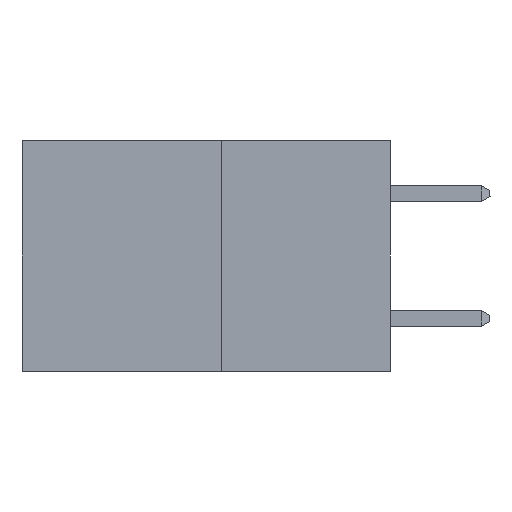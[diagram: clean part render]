
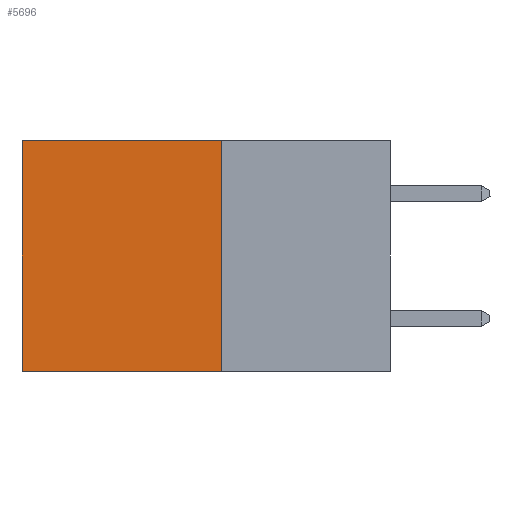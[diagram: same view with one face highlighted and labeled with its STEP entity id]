
A CAD part, left-side view. The second image highlights one B-rep face of the part: STEP entity #5696.
In plain terms, the highlighted planar face has unit normal (-1, 0, 0).
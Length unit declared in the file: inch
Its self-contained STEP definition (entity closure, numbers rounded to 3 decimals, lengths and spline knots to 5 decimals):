
#513 = CARTESIAN_POINT ( 'NONE',  ( 0.277, 0.59, -0.37 ) ) ;
#1440 = EDGE_CURVE ( 'NONE', #2119, #16569, #8278, .T. ) ;
#1616 = AXIS2_PLACEMENT_3D ( 'NONE', #9315, #12864, #5036 ) ;
#1781 = VECTOR ( 'NONE', #11027, 39.37008 ) ;
#1793 = EDGE_CURVE ( 'NONE', #2119, #11753, #16775, .T. ) ;
#1832 = DIRECTION ( 'NONE',  ( 0., 0., -1. ) ) ;
#2119 = VERTEX_POINT ( 'NONE', #3160 ) ;
#2262 = VECTOR ( 'NONE', #1832, 39.37008 ) ;
#3160 = CARTESIAN_POINT ( 'NONE',  ( 0.277, 0.27, 0. ) ) ;
#3780 = ORIENTED_EDGE ( 'NONE', *, *, #14212, .T. ) ;
#4393 = CARTESIAN_POINT ( 'NONE',  ( 0.277, 0.27, 0. ) ) ;
#4779 = ORIENTED_EDGE ( 'NONE', *, *, #6056, .F. ) ;
#5036 = DIRECTION ( 'NONE',  ( 0., 0., -1. ) ) ;
#5696 = ADVANCED_FACE ( 'NONE', ( #14235 ), #12217, .F. ) ;
#5892 = VECTOR ( 'NONE', #16181, 39.37008 ) ;
#6056 = EDGE_CURVE ( 'NONE', #16569, #7195, #12842, .T. ) ;
#6989 = ORIENTED_EDGE ( 'NONE', *, *, #1440, .F. ) ;
#7169 = DIRECTION ( 'NONE',  ( 0., 1., 0. ) ) ;
#7195 = VERTEX_POINT ( 'NONE', #10771 ) ;
#8278 = LINE ( 'NONE', #8740, #1781 ) ;
#8740 = CARTESIAN_POINT ( 'NONE',  ( 0.277, 0.27, -0.37 ) ) ;
#8751 = LINE ( 'NONE', #513, #2262 ) ;
#9173 = EDGE_LOOP ( 'NONE', ( #3780, #4779, #6989, #12046 ) ) ;
#9263 = CARTESIAN_POINT ( 'NONE',  ( 0.277, 0.27, -0.37 ) ) ;
#9315 = CARTESIAN_POINT ( 'NONE',  ( 0.277, 0.27, -0.37 ) ) ;
#9909 = VECTOR ( 'NONE', #7169, 39.37008 ) ;
#10703 = CARTESIAN_POINT ( 'NONE',  ( 0.277, 0.59, 0. ) ) ;
#10771 = CARTESIAN_POINT ( 'NONE',  ( 0.277, 0.59, -0.37 ) ) ;
#11027 = DIRECTION ( 'NONE',  ( 0., 0., -1. ) ) ;
#11753 = VERTEX_POINT ( 'NONE', #10703 ) ;
#12046 = ORIENTED_EDGE ( 'NONE', *, *, #1793, .T. ) ;
#12217 = PLANE ( 'NONE',  #1616 ) ;
#12842 = LINE ( 'NONE', #13576, #5892 ) ;
#12864 = DIRECTION ( 'NONE',  ( 1., 0., 0. ) ) ;
#13576 = CARTESIAN_POINT ( 'NONE',  ( 0.277, 0.27, -0.37 ) ) ;
#14212 = EDGE_CURVE ( 'NONE', #11753, #7195, #8751, .T. ) ;
#14235 = FACE_OUTER_BOUND ( 'NONE', #9173, .T. ) ;
#16181 = DIRECTION ( 'NONE',  ( 0., 1., 0. ) ) ;
#16569 = VERTEX_POINT ( 'NONE', #9263 ) ;
#16775 = LINE ( 'NONE', #4393, #9909 ) ;
